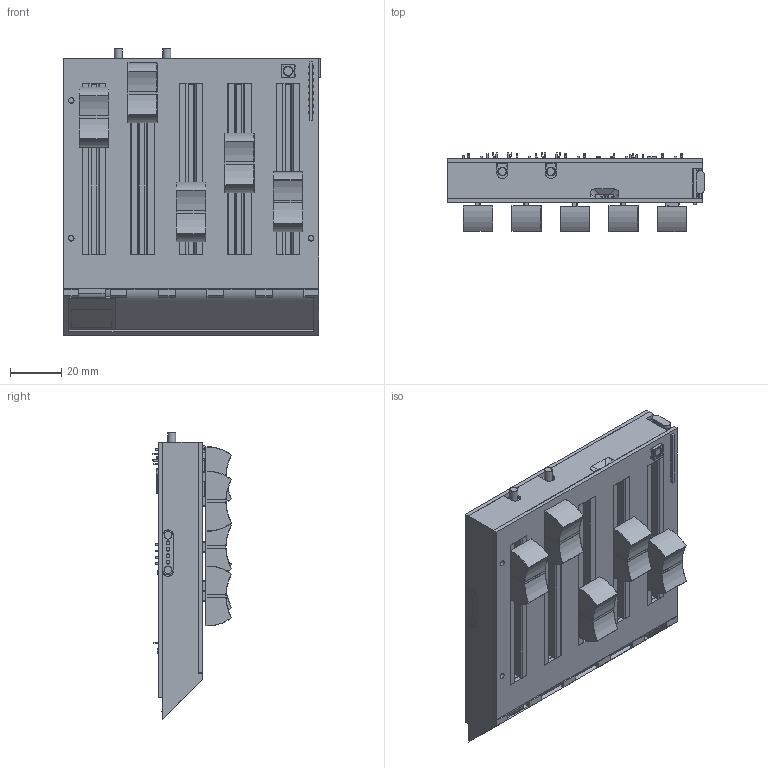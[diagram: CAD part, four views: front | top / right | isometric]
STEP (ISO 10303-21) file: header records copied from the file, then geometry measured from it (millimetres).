
FILE_DESCRIPTION(/* description */ (''),/* implementation_level */ '2;1');
FILE_NAME(/* name */ 'AudMix-assembly.stp',/* time_stamp */ '2024-05-10T17:49:07+03:00',/* author */ ('noname'),/* organization */ (''),/* preprocessor_version */ 'ST-DEVELOPER v19',/* originating_system */ 'Autodesk Inventor 2023',/* authorisation */ '');
FILE_SCHEMA (('AUTOMOTIVE_DESIGN { 1 0 10303 214 3 1 1 }'));
Length unit declared in the file: millimetre
Products named in the file (55): Assembly; rp2040; Case; TopBoardPCB 1; LED_WS2812B_PLCC4_5.0x5.0mm_P3.2mm; LED_WS2812B_PLCC4_50x50mm_P32mm; SOT-23-6; SOT_23_6; HSOP-8-1EP_3.9x4.9mm_P1.27mm_EP2.41x3.1mm; HSOP_8_1EP_39x49mm_P127mm_EP241x31mm; D_SOD-323; D_SOD_323; TSSOP-8_4.4x3mm_P0.65mm; TSSOP_8_44x3mm_P065mm; SOT-223; SOT_223; R_0603_1608Metric; R_0603_1608Metric_1; C_0603_1608Metric; C_0603_1608Metric_1; AudMix_PCB; Connector1; Sliders block; Slider with leds; SliderAssembly; Slider with leds_1; SliderAssembly_1; Slider with leds_2; SliderAssembly_2; Slider with leds_3; SliderAssembly_3; Slider with leds_4; SliderAssembly_4; Body; Cup; Slider; 144x9; Base144; Diffuser; Brackets ...
Assembly tree (173 placements, depth 5):
  Assembly
    rp2040
    Case
    TopBoardPCB 1
      LED_WS2812B_PLCC4_5.0x5.0mm_P3.2mm
        LED_WS2812B_PLCC4_50x50mm_P32mm
      C_0603_1608Metric  x38
        C_0603_1608Metric_1
      R_0603_1608Metric  x25
        R_0603_1608Metric_1
      SOT-23-6
        SOT_23_6
      HSOP-8-1EP_3.9x4.9mm_P1.27mm_EP2.41x3.1mm
        HSOP_8_1EP_39x49mm_P127mm_EP241x31mm
      D_SOD-323
        D_SOD_323
      TSSOP-8_4.4x3mm_P0.65mm
        TSSOP_8_44x3mm_P065mm
      SOT-223
        SOT_223
      AudMix_PCB
    Connector1
    Sliders block
      Slider with leds
        SliderAssembly
          Body
          Cup
          Slider
        144x9  x2
          Base144
        Diffuser  x2
      Slider with leds_1
        SliderAssembly_1
          Body
          Cup
          Slider
        144x9  x2
          Base144
        Diffuser  x2
      Slider with leds_2
        SliderAssembly_2
          Body
          Cup
          Slider
        144x9  x2
          Base144
        Diffuser  x2
      Slider with leds_3
        SliderAssembly_3
          Body
          Cup
          Slider
        144x9  x2
          Base144
        Diffuser  x2
      Slider with leds_4
        SliderAssembly_4
          Body
          Cup
          Slider
Bounding box: 100.65 x 30.92 x 112.3 mm (x, y, z)
Volume: 127279.2 mm3; surface area: 146491.9 mm2
Topology: 226 solids, 226 shells, 8484 faces, 21730 edges, 14156 vertices
Faces by surface type: plane 6908, cylinder 1425, torus 102, sphere 28, bspline 20, cone 1
Full cylindrical faces by diameter (mm): 0.01 x2, 0.2 x1, 0.5 x1, 0.6 x30, 0.8 x8, 0.99 x4, 1 x15, 1.2 x4, 1.3 x4, 1.5 x2, 1.51 x4, 2 x20, 2.2 x9, 3 x2, 3.14 x2, 3.333 x1, 3.5 x2, 4 x100
Entity records: 63464 total; most frequent: CARTESIAN_POINT 11159, DIRECTION 10099, ORIENTED_EDGE 10086, EDGE_CURVE 5043, LINE 4149, VECTOR 4149, VERTEX_POINT 3214, AXIS2_PLACEMENT_3D 2975
